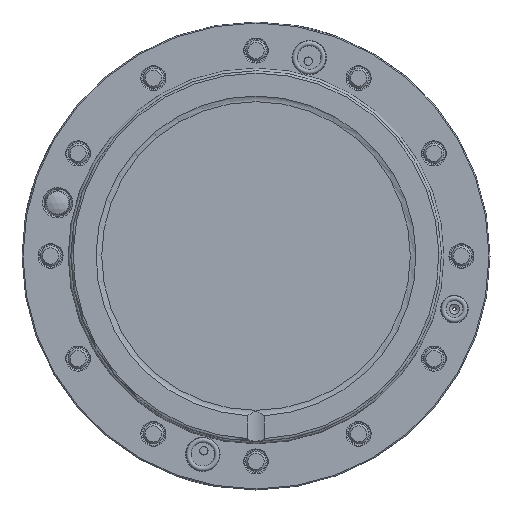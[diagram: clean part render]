
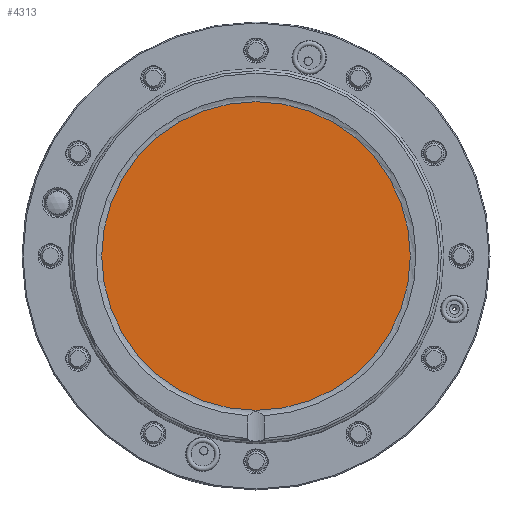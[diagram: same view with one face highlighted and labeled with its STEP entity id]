
A CAD part, front view. The second image highlights one B-rep face of the part: STEP entity #4313.
In plain terms, the highlighted planar face has unit normal (0, -1, 0).
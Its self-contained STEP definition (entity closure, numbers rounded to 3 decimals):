
#811 = DIRECTION ( 'NONE',  ( 0., 1., 0. ) ) ;
#1360 = EDGE_CURVE ( 'NONE', #13542, #13542, #9390, .T. ) ;
#1375 = CARTESIAN_POINT ( 'NONE',  ( 0., -17.6, 0. ) ) ;
#1585 = FACE_OUTER_BOUND ( 'NONE', #6515, .T. ) ;
#2501 = DIRECTION ( 'NONE',  ( 0., 0., 1. ) ) ;
#4313 = ADVANCED_FACE ( 'NONE', ( #1585 ), #5767, .F. ) ;
#4393 = ORIENTED_EDGE ( 'NONE', *, *, #1360, .F. ) ;
#5767 = PLANE ( 'NONE',  #9420 ) ;
#6246 = CARTESIAN_POINT ( 'NONE',  ( 0., -17.6, 0. ) ) ;
#6515 = EDGE_LOOP ( 'NONE', ( #4393 ) ) ;
#7245 = CARTESIAN_POINT ( 'NONE',  ( 0., -17.6, 45.842 ) ) ;
#9390 = CIRCLE ( 'NONE', #13613, 45.842 ) ;
#9409 = DIRECTION ( 'NONE',  ( 0., 0., 1. ) ) ;
#9420 = AXIS2_PLACEMENT_3D ( 'NONE', #1375, #12051, #2501 ) ;
#12051 = DIRECTION ( 'NONE',  ( 0., 1., 0. ) ) ;
#13542 = VERTEX_POINT ( 'NONE', #7245 ) ;
#13613 = AXIS2_PLACEMENT_3D ( 'NONE', #6246, #811, #9409 ) ;
